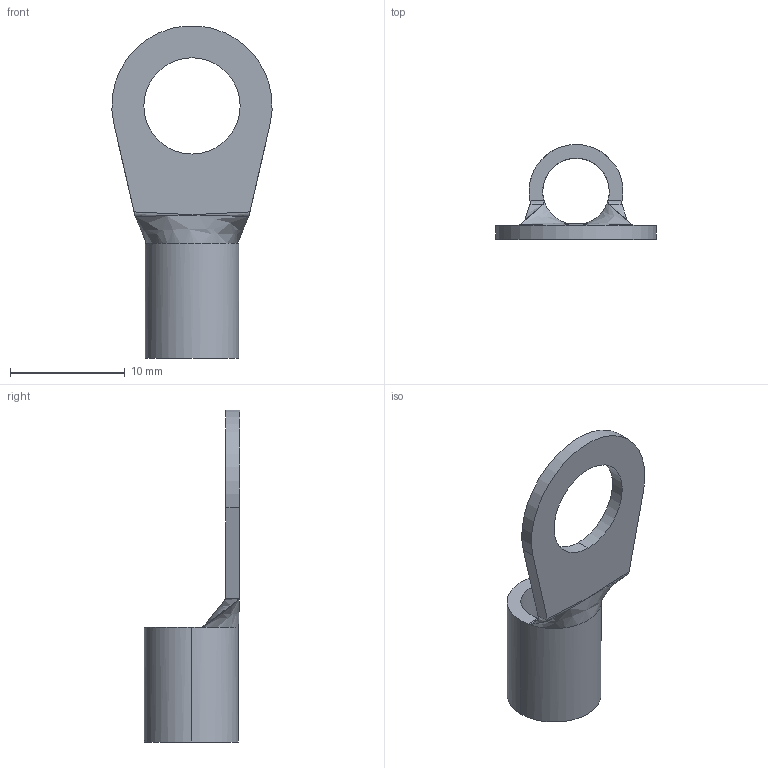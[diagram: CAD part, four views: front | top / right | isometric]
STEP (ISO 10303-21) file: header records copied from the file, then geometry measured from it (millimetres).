
FILE_DESCRIPTION (( 'STEP AP203' ), '1' );
FILE_NAME ('02537.STEP', '2024-09-05T14:39:02', ( '' ), ( '' ), 'SwSTEP 2.0', 'SolidWorks 2022', '' );
FILE_SCHEMA (( 'CONFIG_CONTROL_DESIGN' ));
Length unit declared in the file: millimetre
Products named in the file (1): 02537
Bounding box: 13.98 x 8.3 x 28.97 mm (x, y, z)
Volume: 453.6 mm3; surface area: 893.8 mm2
Topology: 1 solids, 1 shells, 21 faces, 62 edges, 42 vertices
Faces by surface type: bspline 8, cylinder 7, plane 6
Entity records: 1340 total; most frequent: CARTESIAN_POINT 775, ORIENTED_EDGE 124, DIRECTION 66, EDGE_CURVE 62, VERTEX_POINT 42, B_SPLINE_CURVE_WITH_KNOTS 34, AXIS2_PLACEMENT_3D 24, EDGE_LOOP 24
